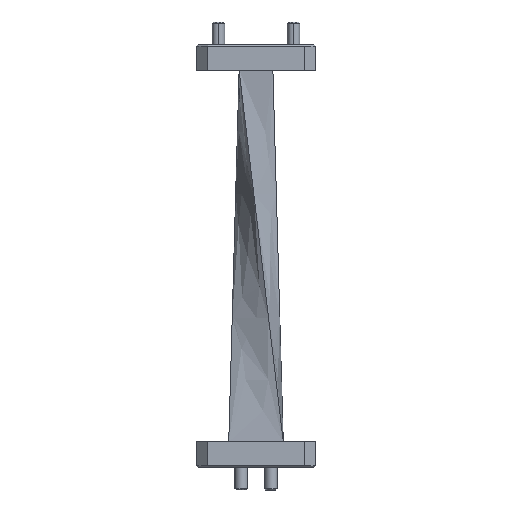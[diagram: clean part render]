
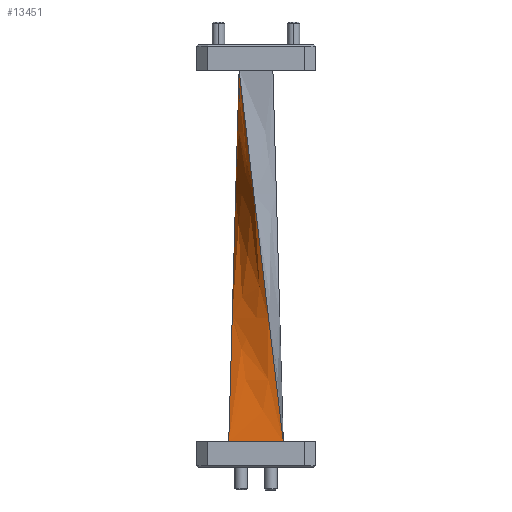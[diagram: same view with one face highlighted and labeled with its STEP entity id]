
A CAD part, left-side view. The second image highlights one B-rep face of the part: STEP entity #13451.
In plain terms, the highlighted free-form (B-spline) face has degree [3, 1] with [6, 2] control points.
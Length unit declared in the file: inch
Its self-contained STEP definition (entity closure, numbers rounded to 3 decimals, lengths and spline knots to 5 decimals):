
#268 = CARTESIAN_POINT ( 'NONE',  ( -0.13543, 0.12598, -0.18898 ) ) ;
#494 = LINE ( 'NONE', #13779, #5841 ) ;
#839 = DIRECTION ( 'NONE',  ( -0.028, 0.118, 0.993 ) ) ;
#856 = DIRECTION ( 'NONE',  ( 1., 0., 0. ) ) ;
#871 = DIRECTION ( 'NONE',  ( -0.118, 0.028, -0.993 ) ) ;
#1134 = CARTESIAN_POINT ( 'NONE',  ( -0.12598, -0.20315, -2.96063 ) ) ;
#1143 = LINE ( 'NONE', #3450, #3782 ) ;
#2060 = CARTESIAN_POINT ( 'NONE',  ( -0.20315, 0.12598, -0.18898 ) ) ;
#2975 = CARTESIAN_POINT ( 'NONE',  ( -0.12598, 0.20315, -2.96063 ) ) ;
#3450 = CARTESIAN_POINT ( 'NONE',  ( 0.20315, 0.12598, -0.18898 ) ) ;
#3597 = VECTOR ( 'NONE', #11629, 39.37008 ) ;
#3782 = VECTOR ( 'NONE', #856, 39.37008 ) ;
#5115 = EDGE_CURVE ( 'NONE', #8056, #5498, #494, .T. ) ;
#5407 = ORIENTED_EDGE ( 'NONE', *, *, #15343, .T. ) ;
#5477 = ORIENTED_EDGE ( 'NONE', *, *, #7762, .T. ) ;
#5498 = VERTEX_POINT ( 'NONE', #2060 ) ;
#5668 = CARTESIAN_POINT ( 'NONE',  ( 0.20315, 0.12598, -0.18898 ) ) ;
#5841 = VECTOR ( 'NONE', #839, 39.37008 ) ;
#6593 = LINE ( 'NONE', #7253, #13983 ) ;
#6884 = CARTESIAN_POINT ( 'NONE',  ( 0.13543, 0.12598, -0.18898 ) ) ;
#6998 = CARTESIAN_POINT ( 'NONE',  ( -0.12598, -0.13543, -2.96063 ) ) ;
#7253 = CARTESIAN_POINT ( 'NONE',  ( 0.03858, 0.16457, -1.5748 ) ) ;
#7752 = VERTEX_POINT ( 'NONE', #15275 ) ;
#7762 = EDGE_CURVE ( 'NONE', #7752, #9324, #6593, .T. ) ;
#8056 = VERTEX_POINT ( 'NONE', #8875 ) ;
#8144 = CARTESIAN_POINT ( 'NONE',  ( -0.12598, 0.13543, -2.96063 ) ) ;
#8303 = CARTESIAN_POINT ( 'NONE',  ( -0.12598, 0.06772, -2.96063 ) ) ;
#8411 = B_SPLINE_SURFACE_WITH_KNOTS ( 'NONE', 3, 1, ( 
 ( #2975, #5668 ),
 ( #8144, #6884 ),
 ( #8303, #14756 ),
 ( #10891, #14860 ),
 ( #6998, #268 ),
 ( #9642, #10945 ) ),
 .UNSPECIFIED., .F., .F., .F.,
 ( 4, 2, 4 ),
 ( 2, 2 ),
 ( 0., 0.5, 1. ),
 ( 0., 1. ),
 .UNSPECIFIED. ) ;
#8875 = CARTESIAN_POINT ( 'NONE',  ( -0.12598, -0.20315, -2.96063 ) ) ;
#9324 = VERTEX_POINT ( 'NONE', #10285 ) ;
#9628 = ORIENTED_EDGE ( 'NONE', *, *, #14024, .T. ) ;
#9642 = CARTESIAN_POINT ( 'NONE',  ( -0.12598, -0.20315, -2.96063 ) ) ;
#10285 = CARTESIAN_POINT ( 'NONE',  ( -0.12598, 0.20315, -2.96063 ) ) ;
#10584 = LINE ( 'NONE', #1134, #3597 ) ;
#10891 = CARTESIAN_POINT ( 'NONE',  ( -0.12598, -0.06772, -2.96063 ) ) ;
#10945 = CARTESIAN_POINT ( 'NONE',  ( -0.20315, 0.12598, -0.18898 ) ) ;
#11629 = DIRECTION ( 'NONE',  ( 0., -1., 0. ) ) ;
#12011 = FACE_OUTER_BOUND ( 'NONE', #12049, .T. ) ;
#12049 = EDGE_LOOP ( 'NONE', ( #9628, #14593, #5407, #5477 ) ) ;
#13451 = ADVANCED_FACE ( 'NONE', ( #12011 ), #8411, .T. ) ;
#13779 = CARTESIAN_POINT ( 'NONE',  ( -0.16457, -0.03858, -1.5748 ) ) ;
#13983 = VECTOR ( 'NONE', #871, 39.37008 ) ;
#14024 = EDGE_CURVE ( 'NONE', #9324, #8056, #10584, .T. ) ;
#14593 = ORIENTED_EDGE ( 'NONE', *, *, #5115, .T. ) ;
#14756 = CARTESIAN_POINT ( 'NONE',  ( 0.06772, 0.12598, -0.18898 ) ) ;
#14860 = CARTESIAN_POINT ( 'NONE',  ( -0.06772, 0.12598, -0.18898 ) ) ;
#15275 = CARTESIAN_POINT ( 'NONE',  ( 0.20315, 0.12598, -0.18898 ) ) ;
#15343 = EDGE_CURVE ( 'NONE', #5498, #7752, #1143, .T. ) ;
